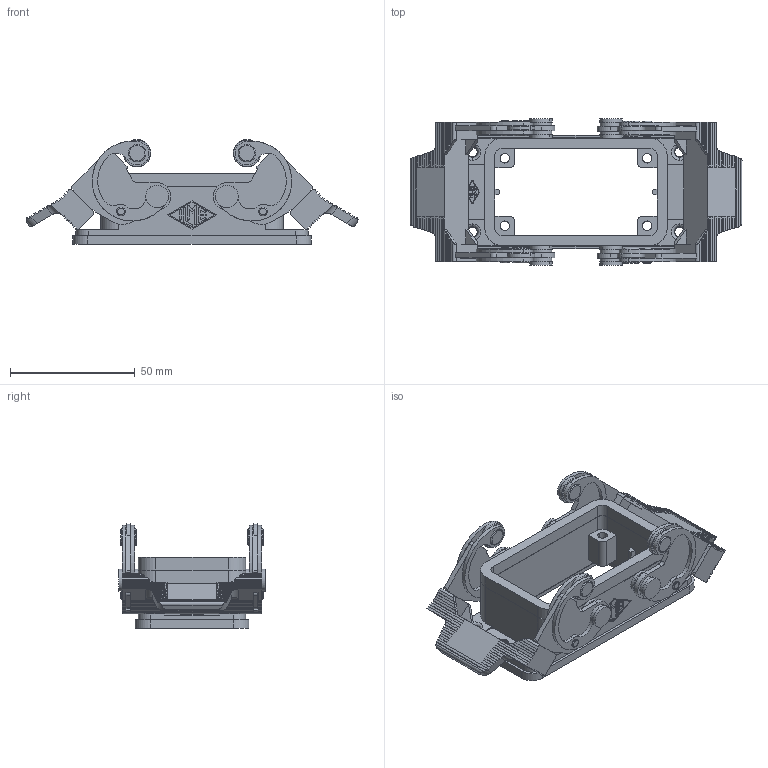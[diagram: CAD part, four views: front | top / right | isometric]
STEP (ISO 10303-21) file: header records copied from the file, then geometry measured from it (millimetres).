
FILE_DESCRIPTION(('Creo Elements/Direct Modeling STEP Export'),'2;1');
FILE_NAME('0ln7uvk45o82h641284','2016-11-16T16:10:09',(''),(''),'PTC Creo Elements/Direct Modeling STEP processor for AP214 (Solid Model)','PTC Creo Elements/Direct Modeling 19.0E 27-Jun-2016 (C) Parametric Technology GmbH','');
FILE_SCHEMA(('AUTOMOTIVE_DESIGN { 1 0 10303 214 1 1 1 1 }'));
Length unit declared in the file: millimetre
Products named in the file (2): CHIE_10
Assembly tree (1 placements, depth 2):
  CHIE_10
    CHIE_10
Bounding box: 132.97 x 58.8 x 42 mm (x, y, z)
Volume: 53104.3 mm3; surface area: 39727.8 mm2
Topology: 1 solids, 11 shells, 1098 faces, 2933 edges, 1910 vertices
Faces by surface type: plane 649, cylinder 377, torus 56, cone 16
Entity records: 39663 total; most frequent: ORIENTED_EDGE 5866, CARTESIAN_POINT 5734, DIRECTION 4933, EDGE_CURVE 2933, VERTEX_POINT 1910, VECTOR 1647, LINE 1647, AXIS2_PLACEMENT_3D 1643
